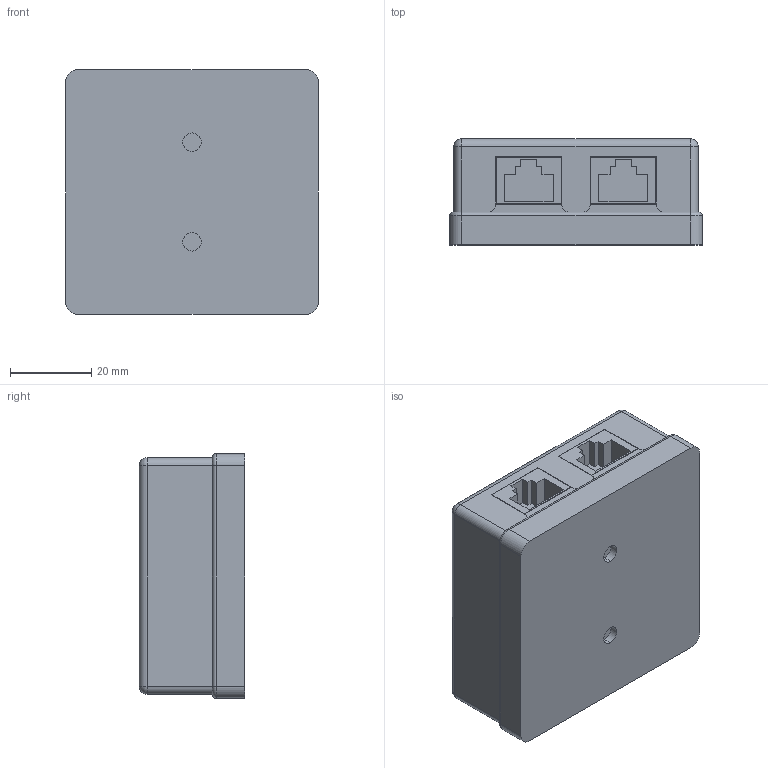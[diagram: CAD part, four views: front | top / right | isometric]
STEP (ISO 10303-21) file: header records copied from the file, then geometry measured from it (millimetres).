
FILE_DESCRIPTION (( 'STEP AP203' ), '1' );
FILE_NAME ('CS2-1C5EU-22 ITK Íàñòåííàÿ èíô. ðîçåòêà RJ45, êàò.5Å UTP, 2-ïîðòà.STEP', '2016-09-29T06:44:59', ( '' ), ( '' ), 'SwSTEP 2.0', 'SolidWorks 2014', '' );
FILE_SCHEMA (( 'CONFIG_CONTROL_DESIGN' ));
Length unit declared in the file: millimetre
Products named in the file (2): CS2-1C5EU-22 ITK Íàñòåííàÿ èíô. ðîçåòêà RJ45, êàò.5Å UTP, 2-ïîðòà
Bounding box: 62 x 26 x 60 mm (x, y, z)
Volume: 35769.2 mm3; surface area: 34019.5 mm2
Topology: 2 solids, 2 shells, 159 faces, 422 edges, 264 vertices
Faces by surface type: plane 97, cylinder 50, sphere 8, torus 4
Entity records: 4997 total; most frequent: DIRECTION 840, CARTESIAN_POINT 839, ORIENTED_EDGE 828, EDGE_CURVE 414, LINE 310, VECTOR 310, AXIS2_PLACEMENT_3D 265, VERTEX_POINT 264
